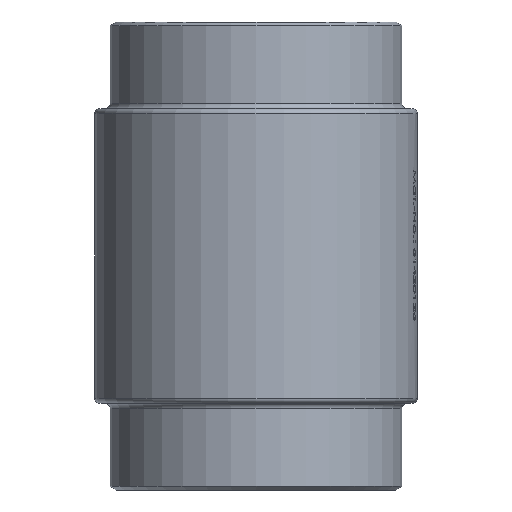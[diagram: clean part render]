
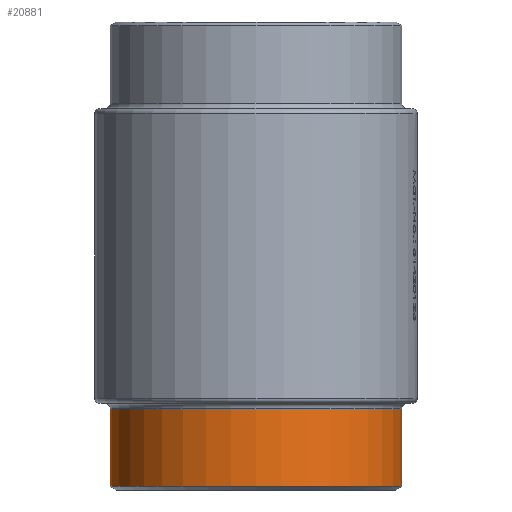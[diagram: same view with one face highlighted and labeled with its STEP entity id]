
A CAD part, front view. The second image highlights one B-rep face of the part: STEP entity #20881.
In plain terms, the highlighted cylindrical face has radius 84.15 mm (diameter 168.3 mm), a partial arc.
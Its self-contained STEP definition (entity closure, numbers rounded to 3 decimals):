
#1404 = DIRECTION ( 'NONE',  ( 0., 0., -1. ) ) ;
#2352 = LINE ( 'NONE', #17150, #25735 ) ;
#2638 = EDGE_CURVE ( 'NONE', #19254, #23267, #6164, .T. ) ;
#2643 = ORIENTED_EDGE ( 'NONE', *, *, #7939, .F. ) ;
#3895 = EDGE_CURVE ( 'NONE', #9128, #19254, #25060, .T. ) ;
#5811 = FACE_OUTER_BOUND ( 'NONE', #10368, .T. ) ;
#5983 = CARTESIAN_POINT ( 'NONE',  ( 0., 0., -223. ) ) ;
#6164 = LINE ( 'NONE', #6443, #15983 ) ;
#6443 = CARTESIAN_POINT ( 'NONE',  ( -84.15, 0., -270. ) ) ;
#6757 = AXIS2_PLACEMENT_3D ( 'NONE', #12354, #1404, #14480 ) ;
#7342 = CARTESIAN_POINT ( 'NONE',  ( 84.15, 0., -267.979 ) ) ;
#7939 = EDGE_CURVE ( 'NONE', #9128, #26892, #2352, .T. ) ;
#7997 = DIRECTION ( 'NONE',  ( 0., 0., 1. ) ) ;
#8023 = CARTESIAN_POINT ( 'NONE',  ( 84.15, 0., -223. ) ) ;
#8844 = DIRECTION ( 'NONE',  ( 0., 0., -1. ) ) ;
#9023 = ORIENTED_EDGE ( 'NONE', *, *, #3895, .T. ) ;
#9128 = VERTEX_POINT ( 'NONE', #8023 ) ;
#9167 = ORIENTED_EDGE ( 'NONE', *, *, #21136, .T. ) ;
#10368 = EDGE_LOOP ( 'NONE', ( #9023, #27536, #9167, #2643 ) ) ;
#12354 = CARTESIAN_POINT ( 'NONE',  ( 0., 0., -270. ) ) ;
#13154 = AXIS2_PLACEMENT_3D ( 'NONE', #27445, #7997, #22775 ) ;
#13485 = CARTESIAN_POINT ( 'NONE',  ( -84.15, 0., -223. ) ) ;
#14038 = CIRCLE ( 'NONE', #13154, 84.15 ) ;
#14334 = CYLINDRICAL_SURFACE ( 'NONE', #6757, 84.15 ) ;
#14480 = DIRECTION ( 'NONE',  ( 1., 0., 0. ) ) ;
#15983 = VECTOR ( 'NONE', #8844, 1000. ) ;
#17150 = CARTESIAN_POINT ( 'NONE',  ( 84.15, 0., -270. ) ) ;
#17357 = AXIS2_PLACEMENT_3D ( 'NONE', #5983, #27421, #18620 ) ;
#18620 = DIRECTION ( 'NONE',  ( 1., 0., 0. ) ) ;
#19254 = VERTEX_POINT ( 'NONE', #13485 ) ;
#20881 = ADVANCED_FACE ( 'NONE', ( #5811 ), #14334, .T. ) ;
#21136 = EDGE_CURVE ( 'NONE', #23267, #26892, #14038, .T. ) ;
#22775 = DIRECTION ( 'NONE',  ( 1., 0., 0. ) ) ;
#23267 = VERTEX_POINT ( 'NONE', #27447 ) ;
#25060 = CIRCLE ( 'NONE', #17357, 84.15 ) ;
#25735 = VECTOR ( 'NONE', #25941, 1000. ) ;
#25941 = DIRECTION ( 'NONE',  ( 0., 0., -1. ) ) ;
#26892 = VERTEX_POINT ( 'NONE', #7342 ) ;
#27421 = DIRECTION ( 'NONE',  ( 0., 0., -1. ) ) ;
#27445 = CARTESIAN_POINT ( 'NONE',  ( 0., 0., -267.979 ) ) ;
#27447 = CARTESIAN_POINT ( 'NONE',  ( -84.15, 0., -267.979 ) ) ;
#27536 = ORIENTED_EDGE ( 'NONE', *, *, #2638, .T. ) ;
